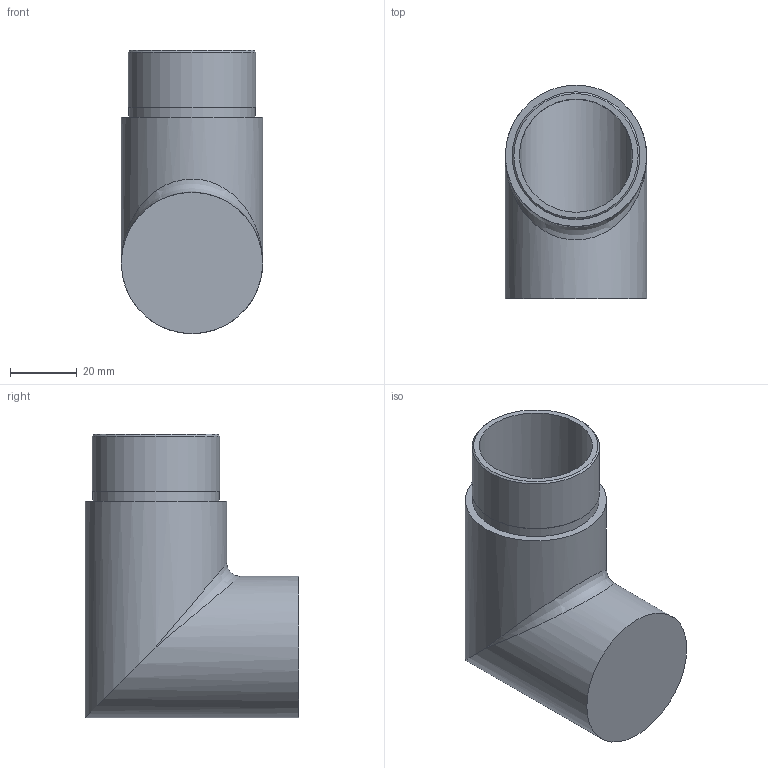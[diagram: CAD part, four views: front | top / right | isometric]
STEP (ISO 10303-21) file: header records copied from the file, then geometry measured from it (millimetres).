
FILE_DESCRIPTION (( 'STEP AP203' ), '1' );
FILE_NAME ('56223-320.step', '2020-03-05T11:44:45', ( '' ), ( '' ), 'SwSTEP 2.0', 'SolidWorks 2015', '' );
FILE_SCHEMA (( 'CONFIG_CONTROL_DESIGN' ));
Length unit declared in the file: millimetre
Products named in the file (2): 56223-320
Bounding box: 42.4 x 64 x 85 mm (x, y, z)
Volume: 51260 mm3; surface area: 27809.4 mm2
Topology: 1 solids, 1 shells, 246 faces, 658 edges, 437 vertices
Faces by surface type: bspline 121, plane 96, cylinder 28, cone 1
Full cylindrical faces by diameter (mm): 34 x2, 37.9 x1, 38.3 x1, 42.4 x2
Entity records: 12670 total; most frequent: CARTESIAN_POINT 7256, ORIENTED_EDGE 1292, DIRECTION 717, EDGE_CURVE 646, VERTEX_POINT 434, VECTOR 293, LINE 293, EDGE_LOOP 278
